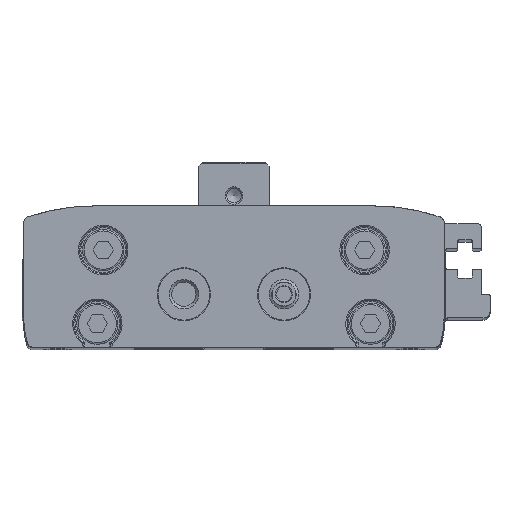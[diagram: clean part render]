
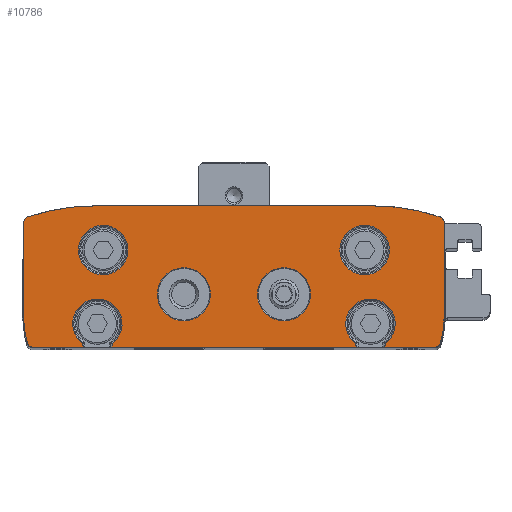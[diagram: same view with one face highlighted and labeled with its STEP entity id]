
A CAD part, top view. The second image highlights one B-rep face of the part: STEP entity #10786.
In plain terms, the highlighted planar face has unit normal (0, 0, 1).
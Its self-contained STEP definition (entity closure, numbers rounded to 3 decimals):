
#535=CIRCLE('',#11583,4.2);
#536=CIRCLE('',#11584,4.2);
#537=CIRCLE('',#11585,1.);
#538=CIRCLE('',#11586,15.);
#539=CIRCLE('',#11587,1.);
#540=CIRCLE('',#11588,35.);
#541=CIRCLE('',#11589,35.);
#542=CIRCLE('',#11590,1.);
#543=CIRCLE('',#11591,15.);
#544=CIRCLE('',#11592,1.);
#545=CIRCLE('',#11593,4.2);
#546=CIRCLE('',#11594,4.2);
#547=CIRCLE('',#11595,4.5);
#548=CIRCLE('',#11596,4.5);
#1240=ORIENTED_EDGE('',*,*,#4259,.F.);
#1241=ORIENTED_EDGE('',*,*,#4248,.T.);
#1242=ORIENTED_EDGE('',*,*,#4116,.T.);
#1243=ORIENTED_EDGE('',*,*,#4250,.F.);
#1244=ORIENTED_EDGE('',*,*,#4260,.F.);
#1245=ORIENTED_EDGE('',*,*,#4258,.T.);
#1246=ORIENTED_EDGE('',*,*,#4108,.T.);
#1247=ORIENTED_EDGE('',*,*,#4261,.T.);
#1248=ORIENTED_EDGE('',*,*,#4262,.T.);
#1249=ORIENTED_EDGE('',*,*,#4263,.T.);
#1250=ORIENTED_EDGE('',*,*,#4264,.T.);
#1251=ORIENTED_EDGE('',*,*,#4265,.T.);
#1252=ORIENTED_EDGE('',*,*,#4266,.T.);
#1253=ORIENTED_EDGE('',*,*,#4267,.T.);
#1254=ORIENTED_EDGE('',*,*,#4268,.T.);
#1255=ORIENTED_EDGE('',*,*,#4269,.T.);
#1256=ORIENTED_EDGE('',*,*,#4270,.T.);
#1257=ORIENTED_EDGE('',*,*,#4271,.T.);
#1258=ORIENTED_EDGE('',*,*,#4104,.T.);
#1259=ORIENTED_EDGE('',*,*,#4240,.F.);
#1260=ORIENTED_EDGE('',*,*,#4272,.F.);
#1261=ORIENTED_EDGE('',*,*,#4273,.F.);
#1262=ORIENTED_EDGE('',*,*,#4274,.F.);
#1263=ORIENTED_EDGE('',*,*,#4275,.F.);
#4104=EDGE_CURVE('',#5630,#5629,#6702,.T.);
#4108=EDGE_CURVE('',#5634,#5633,#6706,.T.);
#4116=EDGE_CURVE('',#5642,#5641,#6710,.T.);
#4240=EDGE_CURVE('',#5753,#5629,#6780,.T.);
#4248=EDGE_CURVE('',#5758,#5642,#6787,.T.);
#4250=EDGE_CURVE('',#5759,#5641,#6788,.T.);
#4258=EDGE_CURVE('',#5764,#5634,#6795,.T.);
#4259=EDGE_CURVE('',#5758,#5753,#535,.T.);
#4260=EDGE_CURVE('',#5764,#5759,#536,.T.);
#4261=EDGE_CURVE('',#5633,#5765,#537,.T.);
#4262=EDGE_CURVE('',#5765,#5766,#538,.T.);
#4263=EDGE_CURVE('',#5766,#5767,#6796,.T.);
#4264=EDGE_CURVE('',#5767,#5768,#539,.T.);
#4265=EDGE_CURVE('',#5768,#5769,#540,.T.);
#4266=EDGE_CURVE('',#5769,#5770,#6797,.T.);
#4267=EDGE_CURVE('',#5770,#5771,#541,.T.);
#4268=EDGE_CURVE('',#5771,#5772,#542,.T.);
#4269=EDGE_CURVE('',#5772,#5773,#6798,.T.);
#4270=EDGE_CURVE('',#5773,#5774,#543,.T.);
#4271=EDGE_CURVE('',#5774,#5630,#544,.T.);
#4272=EDGE_CURVE('',#5775,#5775,#545,.T.);
#4273=EDGE_CURVE('',#5776,#5776,#546,.T.);
#4274=EDGE_CURVE('',#5777,#5777,#547,.T.);
#4275=EDGE_CURVE('',#5778,#5778,#548,.T.);
#5629=VERTEX_POINT('',#16285);
#5630=VERTEX_POINT('',#16287);
#5633=VERTEX_POINT('',#16293);
#5634=VERTEX_POINT('',#16295);
#5641=VERTEX_POINT('',#16309);
#5642=VERTEX_POINT('',#16311);
#5753=VERTEX_POINT('',#16575);
#5758=VERTEX_POINT('',#16594);
#5759=VERTEX_POINT('',#16601);
#5764=VERTEX_POINT('',#16620);
#5765=VERTEX_POINT('',#16626);
#5766=VERTEX_POINT('',#16628);
#5767=VERTEX_POINT('',#16630);
#5768=VERTEX_POINT('',#16632);
#5769=VERTEX_POINT('',#16634);
#5770=VERTEX_POINT('',#16636);
#5771=VERTEX_POINT('',#16638);
#5772=VERTEX_POINT('',#16640);
#5773=VERTEX_POINT('',#16642);
#5774=VERTEX_POINT('',#16644);
#5775=VERTEX_POINT('',#16647);
#5776=VERTEX_POINT('',#16649);
#5777=VERTEX_POINT('',#16651);
#5778=VERTEX_POINT('',#16653);
#6702=LINE('',#16286,#7610);
#6706=LINE('',#16294,#7614);
#6710=LINE('',#16310,#7618);
#6780=LINE('',#16577,#7688);
#6787=LINE('',#16595,#7695);
#6788=LINE('',#16603,#7696);
#6795=LINE('',#16621,#7703);
#6796=LINE('',#16629,#7704);
#6797=LINE('',#16635,#7705);
#6798=LINE('',#16641,#7706);
#7610=VECTOR('',#12804,1000.);
#7614=VECTOR('',#12808,1000.);
#7618=VECTOR('',#12820,1000.);
#7688=VECTOR('',#13018,1000.);
#7695=VECTOR('',#13031,1000.);
#7696=VECTOR('',#13034,1000.);
#7703=VECTOR('',#13047,1000.);
#7704=VECTOR('',#13058,1000.);
#7705=VECTOR('',#13063,1000.);
#7706=VECTOR('',#13068,1000.);
#8556=EDGE_LOOP('',(#1240,#1241,#1242,#1243,#1244,#1245,#1246,#1247,#1248,
#1249,#1250,#1251,#1252,#1253,#1254,#1255,#1256,#1257,#1258,#1259));
#8557=EDGE_LOOP('',(#1260));
#8558=EDGE_LOOP('',(#1261));
#8559=EDGE_LOOP('',(#1262));
#8560=EDGE_LOOP('',(#1263));
#9512=FACE_BOUND('',#8556,.T.);
#9513=FACE_BOUND('',#8557,.T.);
#9514=FACE_BOUND('',#8558,.T.);
#9515=FACE_BOUND('',#8559,.T.);
#9516=FACE_BOUND('',#8560,.T.);
#10441=PLANE('',#11582);
#10786=ADVANCED_FACE('',(#9512,#9513,#9514,#9515,#9516),#10441,.T.);
#11582=AXIS2_PLACEMENT_3D('',#16622,#13048,#13049);
#11583=AXIS2_PLACEMENT_3D('',#16623,#13050,#13051);
#11584=AXIS2_PLACEMENT_3D('',#16624,#13052,#13053);
#11585=AXIS2_PLACEMENT_3D('',#16625,#13054,#13055);
#11586=AXIS2_PLACEMENT_3D('',#16627,#13056,#13057);
#11587=AXIS2_PLACEMENT_3D('',#16631,#13059,#13060);
#11588=AXIS2_PLACEMENT_3D('',#16633,#13061,#13062);
#11589=AXIS2_PLACEMENT_3D('',#16637,#13064,#13065);
#11590=AXIS2_PLACEMENT_3D('',#16639,#13066,#13067);
#11591=AXIS2_PLACEMENT_3D('',#16643,#13069,#13070);
#11592=AXIS2_PLACEMENT_3D('',#16645,#13071,#13072);
#11593=AXIS2_PLACEMENT_3D('',#16646,#13073,#13074);
#11594=AXIS2_PLACEMENT_3D('',#16648,#13075,#13076);
#11595=AXIS2_PLACEMENT_3D('',#16650,#13077,#13078);
#11596=AXIS2_PLACEMENT_3D('',#16652,#13079,#13080);
#12804=DIRECTION('',(1.,0.,0.));
#12808=DIRECTION('',(1.,0.,0.));
#12820=DIRECTION('',(1.,0.,0.));
#13018=DIRECTION('',(0.,-1.,0.));
#13031=DIRECTION('',(0.,-1.,0.));
#13034=DIRECTION('',(0.,-1.,0.));
#13047=DIRECTION('',(0.,-1.,0.));
#13048=DIRECTION('',(0.,0.,1.));
#13049=DIRECTION('',(1.,0.,0.));
#13050=DIRECTION('',(0.,0.,1.));
#13051=DIRECTION('',(1.,0.,0.));
#13052=DIRECTION('',(0.,0.,1.));
#13053=DIRECTION('',(1.,0.,0.));
#13054=DIRECTION('',(0.,0.,1.));
#13055=DIRECTION('',(1.,0.,0.));
#13056=DIRECTION('',(0.,0.,1.));
#13057=DIRECTION('',(1.,0.,0.));
#13058=DIRECTION('',(0.,1.,0.));
#13059=DIRECTION('',(0.,0.,1.));
#13060=DIRECTION('',(1.,0.,0.));
#13061=DIRECTION('',(0.,0.,1.));
#13062=DIRECTION('',(1.,0.,0.));
#13063=DIRECTION('',(-1.,0.,0.));
#13064=DIRECTION('',(0.,0.,1.));
#13065=DIRECTION('',(1.,0.,0.));
#13066=DIRECTION('',(0.,0.,1.));
#13067=DIRECTION('',(1.,0.,0.));
#13068=DIRECTION('',(0.,-1.,0.));
#13069=DIRECTION('',(0.,0.,1.));
#13070=DIRECTION('',(1.,0.,0.));
#13071=DIRECTION('',(0.,0.,1.));
#13072=DIRECTION('',(1.,0.,0.));
#13073=DIRECTION('',(0.,0.,1.));
#13074=DIRECTION('',(1.,0.,0.));
#13075=DIRECTION('',(0.,0.,1.));
#13076=DIRECTION('',(1.,0.,0.));
#13077=DIRECTION('',(0.,0.,1.));
#13078=DIRECTION('',(1.,0.,0.));
#13079=DIRECTION('',(0.,0.,1.));
#13080=DIRECTION('',(1.,0.,0.));
#16285=CARTESIAN_POINT('',(-25.7,0.,130.));
#16286=CARTESIAN_POINT('',(-34.116,0.,130.));
#16287=CARTESIAN_POINT('',(-34.116,0.,130.));
#16293=CARTESIAN_POINT('',(34.116,0.,130.));
#16294=CARTESIAN_POINT('',(-34.116,0.,130.));
#16295=CARTESIAN_POINT('',(25.7,0.,130.));
#16309=CARTESIAN_POINT('',(20.7,0.,130.));
#16310=CARTESIAN_POINT('',(-34.116,0.,130.));
#16311=CARTESIAN_POINT('',(-20.7,0.,130.));
#16575=CARTESIAN_POINT('',(-25.7,0.625,130.));
#16577=CARTESIAN_POINT('',(-25.7,4.,130.));
#16594=CARTESIAN_POINT('',(-20.7,0.625,130.));
#16595=CARTESIAN_POINT('',(-20.7,4.,130.));
#16601=CARTESIAN_POINT('',(20.7,0.625,130.));
#16603=CARTESIAN_POINT('',(20.7,4.,130.));
#16620=CARTESIAN_POINT('',(25.7,0.625,130.));
#16621=CARTESIAN_POINT('',(25.7,4.,130.));
#16622=CARTESIAN_POINT('',(-20.7,5.,130.));
#16623=CARTESIAN_POINT('',(-23.2,4.,130.));
#16624=CARTESIAN_POINT('',(23.2,4.,130.));
#16625=CARTESIAN_POINT('',(34.116,1.,130.));
#16626=CARTESIAN_POINT('',(35.075,0.714,130.));
#16627=CARTESIAN_POINT('',(20.7,5.,130.));
#16628=CARTESIAN_POINT('',(35.7,5.,130.));
#16629=CARTESIAN_POINT('',(35.7,5.,130.));
#16630=CARTESIAN_POINT('',(35.7,21.171,130.));
#16631=CARTESIAN_POINT('',(34.7,21.171,130.));
#16632=CARTESIAN_POINT('',(35.024,22.118,130.));
#16633=CARTESIAN_POINT('',(23.7,-11.,130.));
#16634=CARTESIAN_POINT('',(23.7,24.,130.));
#16635=CARTESIAN_POINT('',(23.7,24.,130.));
#16636=CARTESIAN_POINT('',(-23.7,24.,130.));
#16637=CARTESIAN_POINT('',(-23.7,-11.,130.));
#16638=CARTESIAN_POINT('',(-35.024,22.118,130.));
#16639=CARTESIAN_POINT('',(-34.7,21.171,130.));
#16640=CARTESIAN_POINT('',(-35.7,21.171,130.));
#16641=CARTESIAN_POINT('',(-35.7,21.171,130.));
#16642=CARTESIAN_POINT('',(-35.7,5.,130.));
#16643=CARTESIAN_POINT('',(-20.7,5.,130.));
#16644=CARTESIAN_POINT('',(-35.075,0.714,130.));
#16645=CARTESIAN_POINT('',(-34.116,1.,130.));
#16646=CARTESIAN_POINT('',(-22.2,16.5,130.));
#16647=CARTESIAN_POINT('',(-18.,16.5,130.));
#16648=CARTESIAN_POINT('',(22.2,16.5,130.));
#16649=CARTESIAN_POINT('',(26.4,16.5,130.));
#16650=CARTESIAN_POINT('',(-8.5,9.,130.));
#16651=CARTESIAN_POINT('',(-4.,9.,130.));
#16652=CARTESIAN_POINT('',(8.5,9.,130.));
#16653=CARTESIAN_POINT('',(13.,9.,130.));
